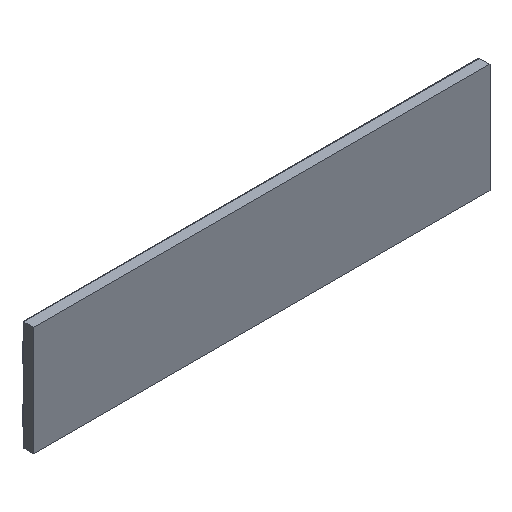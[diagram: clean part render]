
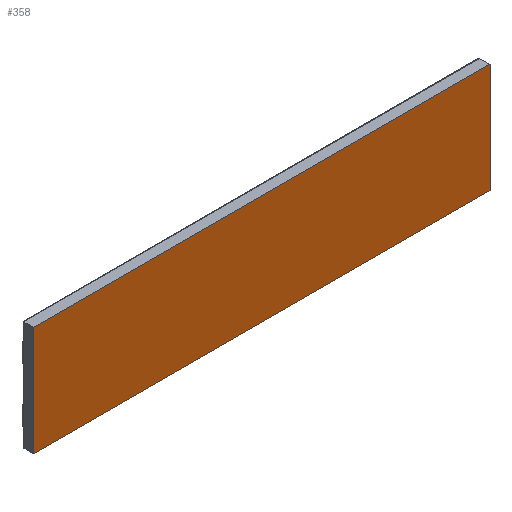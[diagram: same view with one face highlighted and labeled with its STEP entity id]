
A CAD part, isometric view. The second image highlights one B-rep face of the part: STEP entity #358.
In plain terms, the highlighted planar face has unit normal (0, -1, 0).
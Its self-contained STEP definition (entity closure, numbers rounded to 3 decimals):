
#244 = EDGE_CURVE('',#245,#247,#249,.T.);
#245 = VERTEX_POINT('',#246);
#246 = CARTESIAN_POINT('',(0.,0.,-12.));
#247 = VERTEX_POINT('',#248);
#248 = CARTESIAN_POINT('',(0.,0.,0.));
#249 = LINE('',#250,#251);
#250 = CARTESIAN_POINT('',(0.,0.,0.));
#251 = VECTOR('',#252,1.);
#252 = DIRECTION('',(-0.,-0.,1.));
#285 = EDGE_CURVE('',#247,#286,#288,.T.);
#286 = VERTEX_POINT('',#287);
#287 = CARTESIAN_POINT('',(50.,0.,0.));
#288 = LINE('',#289,#290);
#289 = CARTESIAN_POINT('',(0.,0.,0.));
#290 = VECTOR('',#291,1.);
#291 = DIRECTION('',(1.,0.,0.));
#315 = EDGE_CURVE('',#286,#316,#318,.T.);
#316 = VERTEX_POINT('',#317);
#317 = CARTESIAN_POINT('',(50.,0.,-12.));
#318 = LINE('',#319,#320);
#319 = CARTESIAN_POINT('',(50.,0.,0.));
#320 = VECTOR('',#321,1.);
#321 = DIRECTION('',(0.,0.,-1.));
#339 = EDGE_CURVE('',#316,#245,#340,.T.);
#340 = LINE('',#341,#342);
#341 = CARTESIAN_POINT('',(0.,0.,-12.));
#342 = VECTOR('',#343,1.);
#343 = DIRECTION('',(-1.,-0.,-0.));
#358 = ADVANCED_FACE('',(#359),#365,.T.);
#359 = FACE_BOUND('',#360,.T.);
#360 = EDGE_LOOP('',(#361,#362,#363,#364));
#361 = ORIENTED_EDGE('',*,*,#244,.F.);
#362 = ORIENTED_EDGE('',*,*,#339,.F.);
#363 = ORIENTED_EDGE('',*,*,#315,.F.);
#364 = ORIENTED_EDGE('',*,*,#285,.F.);
#365 = PLANE('',#366);
#366 = AXIS2_PLACEMENT_3D('',#367,#368,#369);
#367 = CARTESIAN_POINT('',(0.,0.,0.));
#368 = DIRECTION('',(0.,-1.,0.));
#369 = DIRECTION('',(0.,-0.,-1.));
